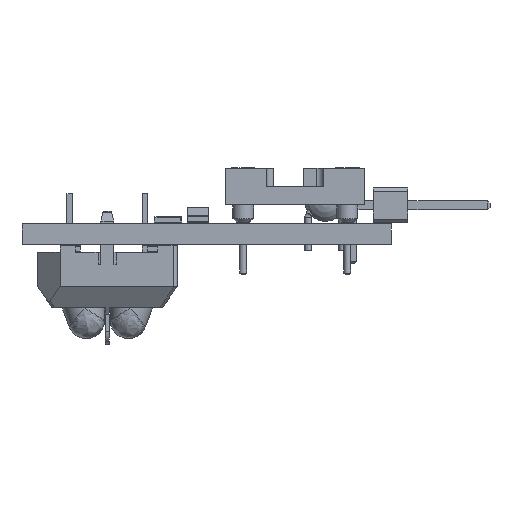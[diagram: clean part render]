
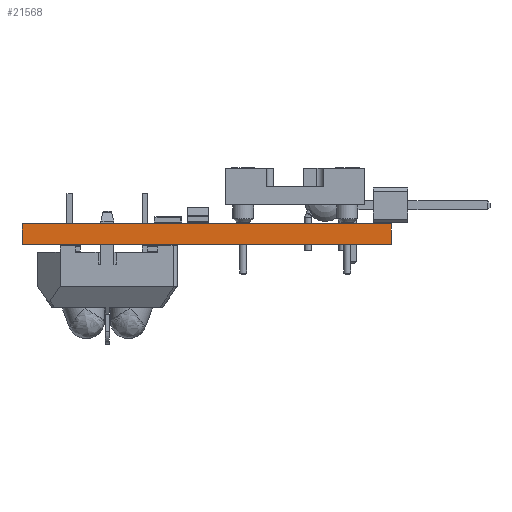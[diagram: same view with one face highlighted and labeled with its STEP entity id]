
A CAD part, left-side view. The second image highlights one B-rep face of the part: STEP entity #21568.
In plain terms, the highlighted planar face has unit normal (-1, 0, 0).
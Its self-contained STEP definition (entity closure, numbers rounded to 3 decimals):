
#21512 = VERTEX_POINT('',#21513);
#21513 = CARTESIAN_POINT('',(53.61,-83.34,1.51));
#21519 = EDGE_CURVE('',#21520,#21512,#21522,.T.);
#21520 = VERTEX_POINT('',#21521);
#21521 = CARTESIAN_POINT('',(53.61,-83.34,0.));
#21522 = LINE('',#21523,#21524);
#21523 = CARTESIAN_POINT('',(53.61,-83.34,0.));
#21524 = VECTOR('',#21525,1.);
#21525 = DIRECTION('',(0.,0.,1.));
#21568 = ADVANCED_FACE('',(#21569),#21594,.T.);
#21569 = FACE_BOUND('',#21570,.T.);
#21570 = EDGE_LOOP('',(#21571,#21572,#21580,#21588));
#21571 = ORIENTED_EDGE('',*,*,#21519,.T.);
#21572 = ORIENTED_EDGE('',*,*,#21573,.T.);
#21573 = EDGE_CURVE('',#21512,#21574,#21576,.T.);
#21574 = VERTEX_POINT('',#21575);
#21575 = CARTESIAN_POINT('',(53.61,-56.34,1.51));
#21576 = LINE('',#21577,#21578);
#21577 = CARTESIAN_POINT('',(53.61,-83.34,1.51));
#21578 = VECTOR('',#21579,1.);
#21579 = DIRECTION('',(0.,1.,0.));
#21580 = ORIENTED_EDGE('',*,*,#21581,.F.);
#21581 = EDGE_CURVE('',#21582,#21574,#21584,.T.);
#21582 = VERTEX_POINT('',#21583);
#21583 = CARTESIAN_POINT('',(53.61,-56.34,0.));
#21584 = LINE('',#21585,#21586);
#21585 = CARTESIAN_POINT('',(53.61,-56.34,0.));
#21586 = VECTOR('',#21587,1.);
#21587 = DIRECTION('',(0.,0.,1.));
#21588 = ORIENTED_EDGE('',*,*,#21589,.F.);
#21589 = EDGE_CURVE('',#21520,#21582,#21590,.T.);
#21590 = LINE('',#21591,#21592);
#21591 = CARTESIAN_POINT('',(53.61,-83.34,0.));
#21592 = VECTOR('',#21593,1.);
#21593 = DIRECTION('',(0.,1.,0.));
#21594 = PLANE('',#21595);
#21595 = AXIS2_PLACEMENT_3D('',#21596,#21597,#21598);
#21596 = CARTESIAN_POINT('',(53.61,-83.34,0.));
#21597 = DIRECTION('',(-1.,0.,0.));
#21598 = DIRECTION('',(0.,1.,0.));
